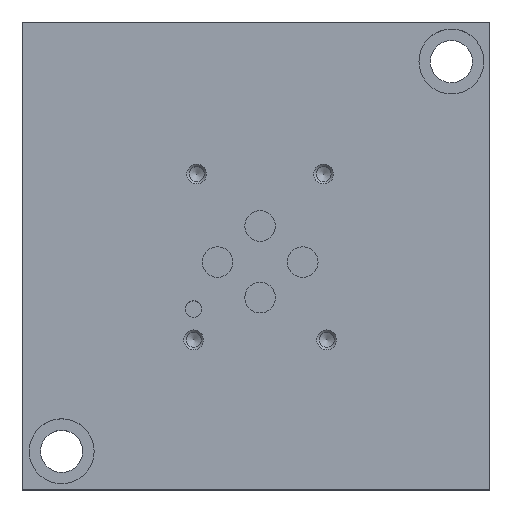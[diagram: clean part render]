
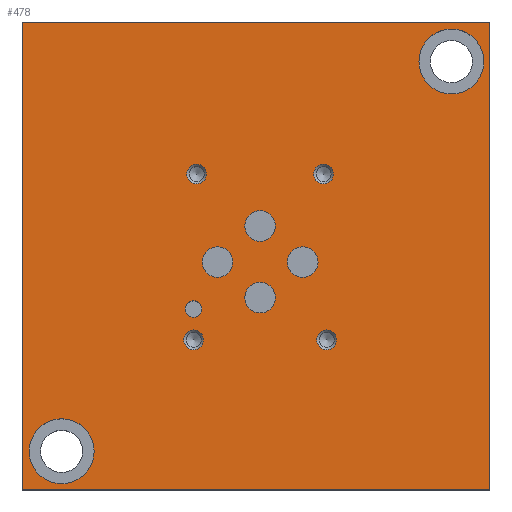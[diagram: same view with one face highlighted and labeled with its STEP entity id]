
A CAD part, top view. The second image highlights one B-rep face of the part: STEP entity #478.
In plain terms, the highlighted planar face has unit normal (0, 0, 1).
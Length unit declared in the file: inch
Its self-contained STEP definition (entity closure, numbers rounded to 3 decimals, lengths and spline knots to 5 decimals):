
#478 = ADVANCED_FACE( '', ( #1069, #1070, #1071, #1072, #1073, #1074, #1075, #1076, #1077, #1078, #1079, #1080 ), #1081, .F. );
#1069 = FACE_BOUND( '', #1800, .T. );
#1070 = FACE_BOUND( '', #1801, .T. );
#1071 = FACE_BOUND( '', #1802, .T. );
#1072 = FACE_BOUND( '', #1803, .T. );
#1073 = FACE_BOUND( '', #1804, .T. );
#1074 = FACE_BOUND( '', #1805, .T. );
#1075 = FACE_BOUND( '', #1806, .T. );
#1076 = FACE_BOUND( '', #1807, .T. );
#1077 = FACE_BOUND( '', #1808, .T. );
#1078 = FACE_BOUND( '', #1809, .T. );
#1079 = FACE_BOUND( '', #1810, .T. );
#1080 = FACE_OUTER_BOUND( '', #1811, .T. );
#1081 = PLANE( '', #1812 );
#1800 = EDGE_LOOP( '', ( #3088 ) );
#1801 = EDGE_LOOP( '', ( #3089 ) );
#1802 = EDGE_LOOP( '', ( #3090 ) );
#1803 = EDGE_LOOP( '', ( #3091 ) );
#1804 = EDGE_LOOP( '', ( #3092 ) );
#1805 = EDGE_LOOP( '', ( #3093 ) );
#1806 = EDGE_LOOP( '', ( #3094 ) );
#1807 = EDGE_LOOP( '', ( #3095 ) );
#1808 = EDGE_LOOP( '', ( #3096 ) );
#1809 = EDGE_LOOP( '', ( #3097 ) );
#1810 = EDGE_LOOP( '', ( #3098 ) );
#1811 = EDGE_LOOP( '', ( #3099, #3100, #3101, #3102 ) );
#1812 = AXIS2_PLACEMENT_3D( '', #3103, #3104, #3105 );
#3088 = ORIENTED_EDGE( '', *, *, #4330, .T. );
#3089 = ORIENTED_EDGE( '', *, *, #4478, .T. );
#3090 = ORIENTED_EDGE( '', *, *, #4110, .F. );
#3091 = ORIENTED_EDGE( '', *, *, #4332, .F. );
#3092 = ORIENTED_EDGE( '', *, *, #4083, .F. );
#3093 = ORIENTED_EDGE( '', *, *, #4479, .F. );
#3094 = ORIENTED_EDGE( '', *, *, #4246, .F. );
#3095 = ORIENTED_EDGE( '', *, *, #4480, .F. );
#3096 = ORIENTED_EDGE( '', *, *, #4138, .F. );
#3097 = ORIENTED_EDGE( '', *, *, #4449, .F. );
#3098 = ORIENTED_EDGE( '', *, *, #4481, .F. );
#3099 = ORIENTED_EDGE( '', *, *, #4482, .T. );
#3100 = ORIENTED_EDGE( '', *, *, #4394, .F. );
#3101 = ORIENTED_EDGE( '', *, *, #4188, .F. );
#3102 = ORIENTED_EDGE( '', *, *, #4286, .T. );
#3103 = CARTESIAN_POINT( '', ( 4.5, 4.5, 1.5 ) );
#3104 = DIRECTION( '', ( 0., 0., -1. ) );
#3105 = DIRECTION( '', ( -1., 0., 0. ) );
#4083 = EDGE_CURVE( '', #4861, #4861, #4862, .T. );
#4110 = EDGE_CURVE( '', #4906, #4906, #4907, .T. );
#4138 = EDGE_CURVE( '', #4956, #4956, #4957, .T. );
#4188 = EDGE_CURVE( '', #5034, #5036, #5037, .T. );
#4246 = EDGE_CURVE( '', #5132, #5132, #5133, .T. );
#4286 = EDGE_CURVE( '', #5034, #5194, #5196, .T. );
#4330 = EDGE_CURVE( '', #5265, #5265, #5266, .T. );
#4332 = EDGE_CURVE( '', #5268, #5268, #5269, .T. );
#4394 = EDGE_CURVE( '', #5036, #5360, #5364, .T. );
#4449 = EDGE_CURVE( '', #5440, #5440, #5441, .T. );
#4478 = EDGE_CURVE( '', #5482, #5482, #5483, .T. );
#4479 = EDGE_CURVE( '', #5484, #5484, #5485, .T. );
#4480 = EDGE_CURVE( '', #5486, #5486, #5487, .T. );
#4481 = EDGE_CURVE( '', #5488, #5488, #5489, .T. );
#4482 = EDGE_CURVE( '', #5194, #5360, #5490, .T. );
#4861 = VERTEX_POINT( '', #5963 );
#4862 = CIRCLE( '', #5964, 0.095 );
#4906 = VERTEX_POINT( '', #6021 );
#4907 = CIRCLE( '', #6022, 0.095 );
#4956 = VERTEX_POINT( '', #6086 );
#4957 = CIRCLE( '', #6087, 0.1475 );
#5034 = VERTEX_POINT( '', #6191 );
#5036 = VERTEX_POINT( '', #6194 );
#5037 = LINE( '', #6195, #6196 );
#5132 = VERTEX_POINT( '', #6323 );
#5133 = CIRCLE( '', #6324, 0.079 );
#5194 = VERTEX_POINT( '', #6405 );
#5196 = LINE( '', #6408, #6409 );
#5265 = VERTEX_POINT( '', #6506 );
#5266 = CIRCLE( '', #6507, 0.3125 );
#5268 = VERTEX_POINT( '', #6509 );
#5269 = CIRCLE( '', #6510, 0.095 );
#5360 = VERTEX_POINT( '', #6639 );
#5364 = LINE( '', #6645, #6646 );
#5440 = VERTEX_POINT( '', #6750 );
#5441 = CIRCLE( '', #6751, 0.1475 );
#5482 = VERTEX_POINT( '', #6806 );
#5483 = CIRCLE( '', #6807, 0.3125 );
#5484 = VERTEX_POINT( '', #6808 );
#5485 = CIRCLE( '', #6809, 0.095 );
#5486 = VERTEX_POINT( '', #6810 );
#5487 = CIRCLE( '', #6811, 0.1475 );
#5488 = VERTEX_POINT( '', #6812 );
#5489 = CIRCLE( '', #6813, 0.1475 );
#5490 = LINE( '', #6814, #6815 );
#5963 = CARTESIAN_POINT( '', ( 3.025, 1.442, 1.5 ) );
#5964 = AXIS2_PLACEMENT_3D( '', #7279, #7280, #7281 );
#6021 = CARTESIAN_POINT( '', ( 1.774, 3.037, 1.5 ) );
#6022 = AXIS2_PLACEMENT_3D( '', #7310, #7311, #7312 );
#6086 = CARTESIAN_POINT( '', ( 2.4375, 2.537, 1.5 ) );
#6087 = AXIS2_PLACEMENT_3D( '', #7349, #7350, #7351 );
#6191 = CARTESIAN_POINT( '', ( 4.5, 4.5, 1.5 ) );
#6194 = CARTESIAN_POINT( '', ( 4.5, 0., 1.5 ) );
#6195 = CARTESIAN_POINT( '', ( 4.5, 4.5, 1.5 ) );
#6196 = VECTOR( '', #7407, 39.37008 );
#6323 = CARTESIAN_POINT( '', ( 1.729, 1.738, 1.5 ) );
#6324 = AXIS2_PLACEMENT_3D( '', #7473, #7474, #7475 );
#6405 = CARTESIAN_POINT( '', ( 0., 4.5, 1.5 ) );
#6408 = CARTESIAN_POINT( '', ( 4.5, 4.5, 1.5 ) );
#6409 = VECTOR( '', #7521, 39.37008 );
#6506 = CARTESIAN_POINT( '', ( 3.8175, 4.12, 1.5 ) );
#6507 = AXIS2_PLACEMENT_3D( '', #7574, #7575, #7576 );
#6509 = CARTESIAN_POINT( '', ( 1.745, 1.442, 1.5 ) );
#6510 = AXIS2_PLACEMENT_3D( '', #7577, #7578, #7579 );
#6639 = CARTESIAN_POINT( '', ( 0., 0., 1.5 ) );
#6645 = CARTESIAN_POINT( '', ( 4.5, 0., 1.5 ) );
#6646 = VECTOR( '', #7635, 39.37008 );
#6750 = CARTESIAN_POINT( '', ( 2.8465, 2.19, 1.5 ) );
#6751 = AXIS2_PLACEMENT_3D( '', #7688, #7689, #7690 );
#6806 = CARTESIAN_POINT( '', ( 0.0675, 0.37, 1.5 ) );
#6807 = AXIS2_PLACEMENT_3D( '', #7717, #7718, #7719 );
#6808 = CARTESIAN_POINT( '', ( 2.995, 3.037, 1.5 ) );
#6809 = AXIS2_PLACEMENT_3D( '', #7720, #7721, #7722 );
#6810 = CARTESIAN_POINT( '', ( 2.4375, 1.848, 1.5 ) );
#6811 = AXIS2_PLACEMENT_3D( '', #7723, #7724, #7725 );
#6812 = CARTESIAN_POINT( '', ( 2.0275, 2.19, 1.5 ) );
#6813 = AXIS2_PLACEMENT_3D( '', #7726, #7727, #7728 );
#6814 = CARTESIAN_POINT( '', ( 0., 4.5, 1.5 ) );
#6815 = VECTOR( '', #7729, 39.37008 );
#7279 = CARTESIAN_POINT( '', ( 2.93, 1.442, 1.5 ) );
#7280 = DIRECTION( '', ( 0., 0., 1. ) );
#7281 = DIRECTION( '', ( 1., 0., 0. ) );
#7310 = CARTESIAN_POINT( '', ( 1.679, 3.037, 1.5 ) );
#7311 = DIRECTION( '', ( 0., 0., 1. ) );
#7312 = DIRECTION( '', ( 1., 0., 0. ) );
#7349 = CARTESIAN_POINT( '', ( 2.29, 2.537, 1.5 ) );
#7350 = DIRECTION( '', ( 0., 0., 1. ) );
#7351 = DIRECTION( '', ( 1., 0., 0. ) );
#7407 = DIRECTION( '', ( 0., -1., 0. ) );
#7473 = CARTESIAN_POINT( '', ( 1.65, 1.738, 1.5 ) );
#7474 = DIRECTION( '', ( 0., 0., 1. ) );
#7475 = DIRECTION( '', ( 1., 0., 0. ) );
#7521 = DIRECTION( '', ( -1., 0., 0. ) );
#7574 = CARTESIAN_POINT( '', ( 4.13, 4.12, 1.5 ) );
#7575 = DIRECTION( '', ( 0., 0., -1. ) );
#7576 = DIRECTION( '', ( -1., 0., 0. ) );
#7577 = CARTESIAN_POINT( '', ( 1.65, 1.442, 1.5 ) );
#7578 = DIRECTION( '', ( 0., 0., 1. ) );
#7579 = DIRECTION( '', ( 1., 0., 0. ) );
#7635 = DIRECTION( '', ( -1., 0., 0. ) );
#7688 = CARTESIAN_POINT( '', ( 2.699, 2.19, 1.5 ) );
#7689 = DIRECTION( '', ( 0., 0., 1. ) );
#7690 = DIRECTION( '', ( 1., 0., 0. ) );
#7717 = CARTESIAN_POINT( '', ( 0.38, 0.37, 1.5 ) );
#7718 = DIRECTION( '', ( 0., 0., -1. ) );
#7719 = DIRECTION( '', ( -1., 0., 0. ) );
#7720 = CARTESIAN_POINT( '', ( 2.9, 3.037, 1.5 ) );
#7721 = DIRECTION( '', ( 0., 0., 1. ) );
#7722 = DIRECTION( '', ( 1., 0., 0. ) );
#7723 = CARTESIAN_POINT( '', ( 2.29, 1.848, 1.5 ) );
#7724 = DIRECTION( '', ( 0., 0., 1. ) );
#7725 = DIRECTION( '', ( 1., 0., 0. ) );
#7726 = CARTESIAN_POINT( '', ( 1.88, 2.19, 1.5 ) );
#7727 = DIRECTION( '', ( 0., 0., 1. ) );
#7728 = DIRECTION( '', ( 1., 0., 0. ) );
#7729 = DIRECTION( '', ( 0., -1., 0. ) );
